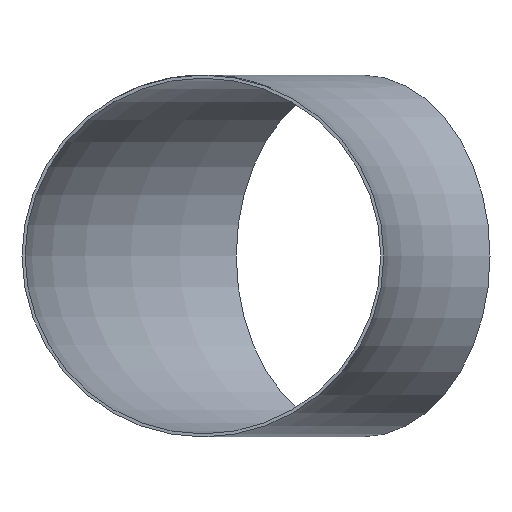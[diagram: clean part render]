
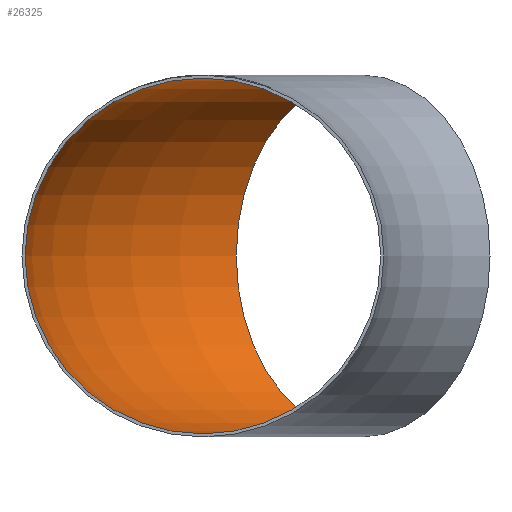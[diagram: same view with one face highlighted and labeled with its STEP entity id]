
A CAD part, front view. The second image highlights one B-rep face of the part: STEP entity #26325.
In plain terms, the highlighted toroidal (fillet/blend) face has major radius 534 mm and minor radius 174.8 mm.
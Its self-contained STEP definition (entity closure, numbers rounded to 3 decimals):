
#240 = FACE_OUTER_BOUND ( 'NONE', #1324, .T. ) ;
#1324 = EDGE_LOOP ( 'NONE', ( #23823 ) ) ;
#2828 = FACE_OUTER_BOUND ( 'NONE', #20459, .T. ) ;
#2836 = AXIS2_PLACEMENT_3D ( 'NONE', #10747, #21300, #10923 ) ;
#4722 = CARTESIAN_POINT ( 'NONE',  ( -534., 0., 174.8 ) ) ;
#4997 = EDGE_CURVE ( 'NONE', #12318, #12318, #13005, .T. ) ;
#8731 = AXIS2_PLACEMENT_3D ( 'NONE', #10716, #24044, #18495 ) ;
#10716 = CARTESIAN_POINT ( 'NONE',  ( -534., 0., 0. ) ) ;
#10747 = CARTESIAN_POINT ( 'NONE',  ( 0., 0., 0. ) ) ;
#10914 = DIRECTION ( 'NONE',  ( -0.707, 0.707, 0. ) ) ;
#10923 = DIRECTION ( 'NONE',  ( -1., 0., 0. ) ) ;
#12147 = CARTESIAN_POINT ( 'NONE',  ( -501.197, 501.197, 0. ) ) ;
#12318 = VERTEX_POINT ( 'NONE', #12147 ) ;
#13005 = CIRCLE ( 'NONE', #30124, 174.8 ) ;
#16829 = EDGE_CURVE ( 'NONE', #22891, #22891, #32425, .T. ) ;
#18495 = DIRECTION ( 'NONE',  ( 0., 0., 1. ) ) ;
#20459 = EDGE_LOOP ( 'NONE', ( #25639 ) ) ;
#21300 = DIRECTION ( 'NONE',  ( 0., 0., -1. ) ) ;
#22891 = VERTEX_POINT ( 'NONE', #4722 ) ;
#23801 = TOROIDAL_SURFACE ( 'NONE', #2836, 534., 174.8 ) ;
#23823 = ORIENTED_EDGE ( 'NONE', *, *, #16829, .F. ) ;
#24044 = DIRECTION ( 'NONE',  ( 0., 1., 0. ) ) ;
#25639 = ORIENTED_EDGE ( 'NONE', *, *, #4997, .T. ) ;
#26325 = ADVANCED_FACE ( 'NONE', ( #2828, #240 ), #23801, .F. ) ;
#27001 = DIRECTION ( 'NONE',  ( 0.707, 0.707, 0. ) ) ;
#27171 = CARTESIAN_POINT ( 'NONE',  ( -377.595, 377.595, 0. ) ) ;
#30124 = AXIS2_PLACEMENT_3D ( 'NONE', #27171, #27001, #10914 ) ;
#32425 = CIRCLE ( 'NONE', #8731, 174.8 ) ;
